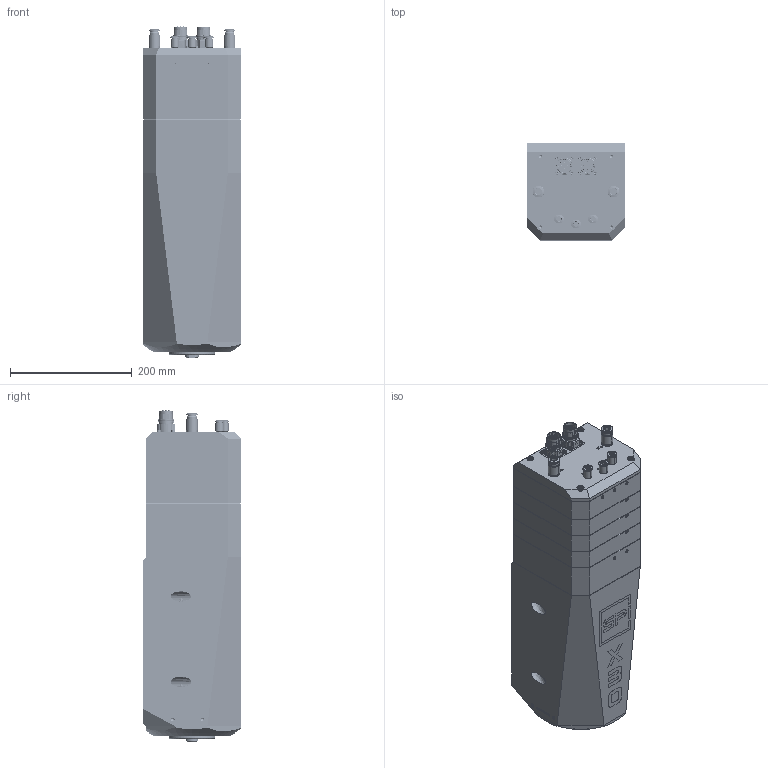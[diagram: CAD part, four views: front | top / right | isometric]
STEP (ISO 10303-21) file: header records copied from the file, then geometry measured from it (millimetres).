
FILE_DESCRIPTION(('FreeCAD Model'),'2;1');
FILE_NAME('Open CASCADE Shape Model','2025-05-02T03:08:54',('FreeCAD'),( 'FreeCAD'),'Open CASCADE STEP processor 7.6','FreeCAD','Unknown');
FILE_SCHEMA(('AUTOMOTIVE_DESIGN { 1 0 10303 214 1 1 1 1 }'));
Products named in the file (1): Open CASCADE STEP translator 7.6 1
Bounding box: 159.93 x 159.93 x 545.65 mm (x, y, z)
Volume: 11628665.1 mm3; surface area: 1175858.8 mm2
Topology: 87 solids, 88 shells, 4029 faces, 10133 edges, 6411 vertices
Faces by surface type: bspline 4029
Entity records: 143982 total; most frequent: CARTESIAN_POINT 86457, ORIENTED_EDGE 19898, EDGE_CURVE 9949, VERTEX_POINT 6409, B_SPLINE_CURVE_WITH_KNOTS 6341, FACE_BOUND 4617, EDGE_LOOP 4617, ADVANCED_FACE 4029
